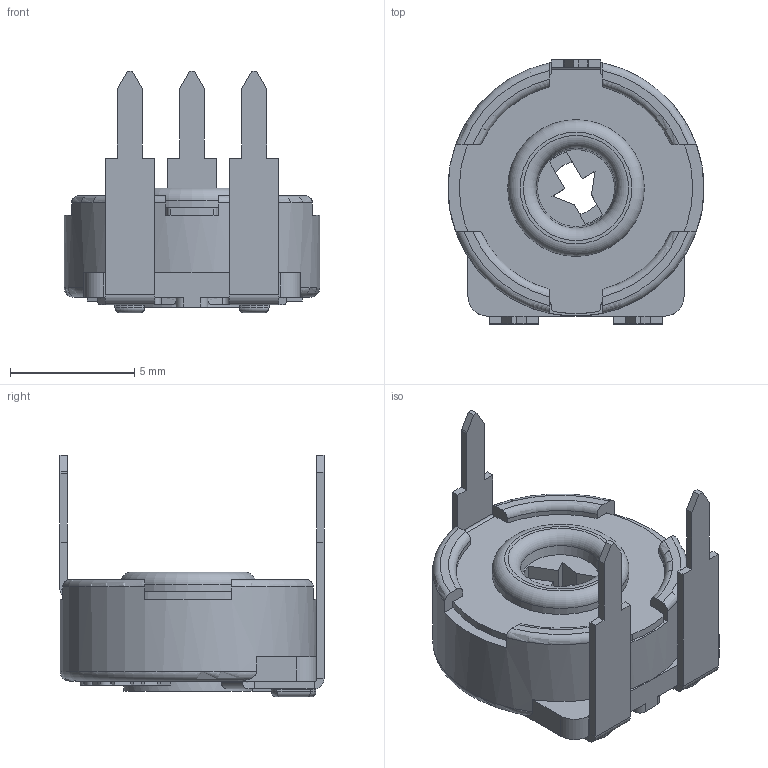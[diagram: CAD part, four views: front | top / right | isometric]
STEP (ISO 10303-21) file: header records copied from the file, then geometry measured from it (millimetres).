
FILE_DESCRIPTION(('FreeCAD Model'),'2;1');
FILE_NAME('Open CASCADE Shape Model','2021-11-04T09:35:23',('Author'),( ''),'Open CASCADE STEP processor 7.5','FreeCAD','Unknown');
FILE_SCHEMA(('AUTOMOTIVE_DESIGN { 1 0 10303 214 1 1 1 1 }'));
Length unit declared in the file: millimetre
Products named in the file (6): PT10LV10; PT10LV10-CARCASA; PT10LV10-TERMINAL DERECHO; PT10LV10-TERMINAL IZQUIERDO; PT10LV10-COLECTOR REBORDEADO; PT10LV10-PORTACURSOR_Predeterminada
Assembly tree (5 placements, depth 2):
  PT10LV10
    PT10LV10-CARCASA
    PT10LV10-TERMINAL DERECHO
    PT10LV10-TERMINAL IZQUIERDO
    PT10LV10-COLECTOR REBORDEADO
    PT10LV10-PORTACURSOR_Predeterminada
Bounding box: 10.3 x 10.63 x 9.72 mm (x, y, z)
Volume: 193.4 mm3; surface area: 841 mm2
Topology: 5 solids, 5 shells, 346 faces, 925 edges, 605 vertices
Faces by surface type: plane 223, cylinder 69, bspline 36, torus 17, cone 1
Full cylindrical faces by diameter (mm): 3 x1, 3.15 x1, 4.4 x1, 4.6 x1, 5.2 x1, 5.4 x1, 5.5 x1, 9 x1, 10.3 x1
Entity records: 12749 total; most frequent: CARTESIAN_POINT 4120, ORIENTED_EDGE 1850, DIRECTION 1609, EDGE_CURVE 925, LINE 633, VECTOR 633, VERTEX_POINT 605, AXIS2_PLACEMENT_3D 488
